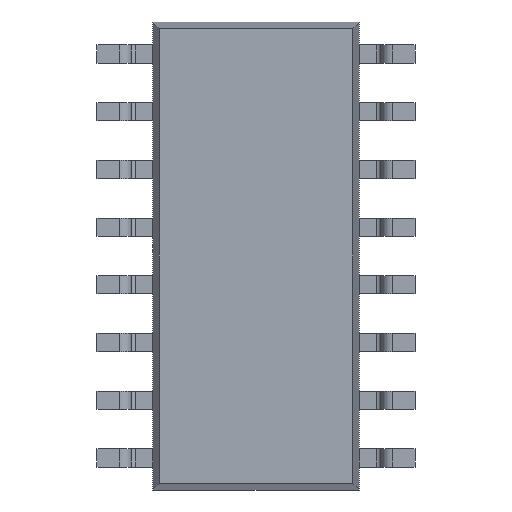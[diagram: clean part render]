
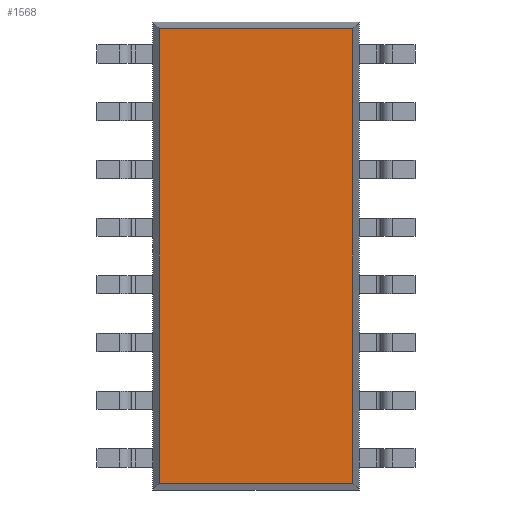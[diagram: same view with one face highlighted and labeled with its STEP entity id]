
A CAD part, front view. The second image highlights one B-rep face of the part: STEP entity #1568.
In plain terms, the highlighted planar face has unit normal (0, -1, 0).
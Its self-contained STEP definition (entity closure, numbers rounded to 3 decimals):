
#4 = FACE_OUTER_BOUND ( 'NONE', #4742, .T. ) ;
#125 = ORIENTED_EDGE ( 'NONE', *, *, #2769, .T. ) ;
#161 = VECTOR ( 'NONE', #6320, 1000. ) ;
#198 = CARTESIAN_POINT ( 'NONE',  ( 2.13, 0.1, 5.005 ) ) ;
#877 = DIRECTION ( 'NONE',  ( 1., 0., 0. ) ) ;
#918 = CARTESIAN_POINT ( 'NONE',  ( 0., 0.1, -5.005 ) ) ;
#1174 = VERTEX_POINT ( 'NONE', #5415 ) ;
#1180 = LINE ( 'NONE', #5817, #161 ) ;
#1558 = EDGE_CURVE ( 'NONE', #3670, #6878, #1721, .T. ) ;
#1568 = ADVANCED_FACE ( 'NONE', ( #4 ), #4718, .T. ) ;
#1721 = LINE ( 'NONE', #4758, #2452 ) ;
#1747 = ORIENTED_EDGE ( 'NONE', *, *, #4184, .T. ) ;
#2225 = ORIENTED_EDGE ( 'NONE', *, *, #1558, .T. ) ;
#2402 = CARTESIAN_POINT ( 'NONE',  ( -2.13, 0.1, 0. ) ) ;
#2452 = VECTOR ( 'NONE', #5408, 1000. ) ;
#2769 = EDGE_CURVE ( 'NONE', #1174, #3670, #1180, .T. ) ;
#2900 = CARTESIAN_POINT ( 'NONE',  ( 0., 0.1, 0. ) ) ;
#3670 = VERTEX_POINT ( 'NONE', #198 ) ;
#3712 = LINE ( 'NONE', #2402, #4122 ) ;
#3727 = ORIENTED_EDGE ( 'NONE', *, *, #4062, .T. ) ;
#4062 = EDGE_CURVE ( 'NONE', #6878, #5823, #3712, .T. ) ;
#4122 = VECTOR ( 'NONE', #6503, 1000. ) ;
#4184 = EDGE_CURVE ( 'NONE', #5823, #1174, #6768, .T. ) ;
#4677 = DIRECTION ( 'NONE',  ( 0., -1., 0. ) ) ;
#4718 = PLANE ( 'NONE',  #5523 ) ;
#4742 = EDGE_LOOP ( 'NONE', ( #3727, #1747, #125, #2225 ) ) ;
#4758 = CARTESIAN_POINT ( 'NONE',  ( 0., 0.1, 5.005 ) ) ;
#5408 = DIRECTION ( 'NONE',  ( -1., 0., 0. ) ) ;
#5415 = CARTESIAN_POINT ( 'NONE',  ( 2.13, 0.1, -5.005 ) ) ;
#5523 = AXIS2_PLACEMENT_3D ( 'NONE', #2900, #4677, #6506 ) ;
#5817 = CARTESIAN_POINT ( 'NONE',  ( 2.13, 0.1, 0. ) ) ;
#5823 = VERTEX_POINT ( 'NONE', #5996 ) ;
#5996 = CARTESIAN_POINT ( 'NONE',  ( -2.13, 0.1, -5.005 ) ) ;
#6320 = DIRECTION ( 'NONE',  ( 0., 0., 1. ) ) ;
#6503 = DIRECTION ( 'NONE',  ( 0., 0., -1. ) ) ;
#6506 = DIRECTION ( 'NONE',  ( 0., 0., -1. ) ) ;
#6561 = VECTOR ( 'NONE', #877, 1000. ) ;
#6768 = LINE ( 'NONE', #918, #6561 ) ;
#6878 = VERTEX_POINT ( 'NONE', #7024 ) ;
#7024 = CARTESIAN_POINT ( 'NONE',  ( -2.13, 0.1, 5.005 ) ) ;
